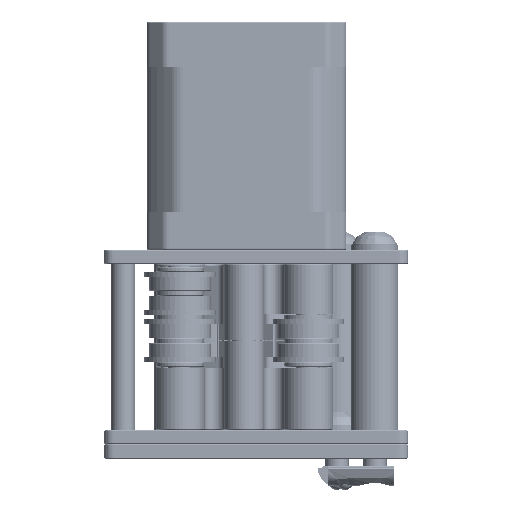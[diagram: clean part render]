
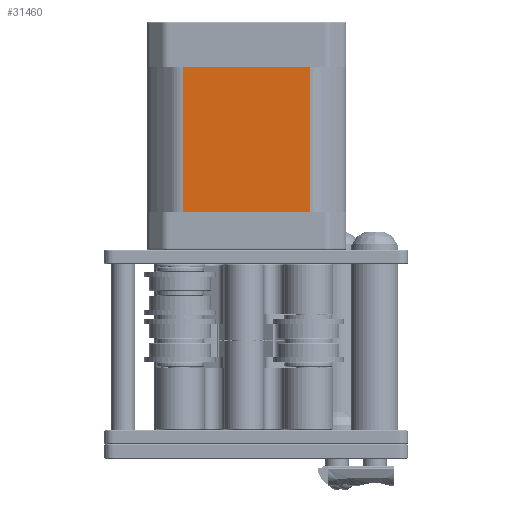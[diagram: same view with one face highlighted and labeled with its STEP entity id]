
A CAD part, left-side view. The second image highlights one B-rep face of the part: STEP entity #31460.
In plain terms, the highlighted face is planar.
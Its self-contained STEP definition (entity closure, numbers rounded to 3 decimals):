
#6418=FACE_OUTER_BOUND('',#8620,.T.);
#8620=EDGE_LOOP('',(#27927,#27928,#27929,#27930));
#10698=LINE('',#56319,#12738);
#10703=LINE('',#56366,#12743);
#10716=LINE('',#56410,#12756);
#10717=LINE('',#56412,#12757);
#12738=VECTOR('',#44691,1000.);
#12743=VECTOR('',#44734,1000.);
#12756=VECTOR('',#44789,1000.);
#12757=VECTOR('',#44792,1000.);
#15380=VERTEX_POINT('',#56316);
#15381=VERTEX_POINT('',#56318);
#15403=VERTEX_POINT('',#56363);
#15404=VERTEX_POINT('',#56365);
#19605=EDGE_CURVE('',#15380,#15381,#10698,.T.);
#19628=EDGE_CURVE('',#15404,#15403,#10703,.T.);
#19651=EDGE_CURVE('',#15404,#15380,#10716,.T.);
#19652=EDGE_CURVE('',#15403,#15381,#10717,.T.);
#27927=ORIENTED_EDGE('',*,*,#19605,.F.);
#27928=ORIENTED_EDGE('',*,*,#19651,.F.);
#27929=ORIENTED_EDGE('',*,*,#19628,.T.);
#27930=ORIENTED_EDGE('',*,*,#19652,.T.);
#29824=PLANE('',#35565);
#31460=ADVANCED_FACE('',(#6418),#29824,.T.);
#35565=AXIS2_PLACEMENT_3D('',#56411,#44790,#44791);
#44691=DIRECTION('',(0.547,-0.837,0.));
#44734=DIRECTION('',(0.547,-0.837,0.));
#44789=DIRECTION('',(0.,0.,1.));
#44790=DIRECTION('center_axis',(-0.837,-0.547,0.));
#44791=DIRECTION('ref_axis',(0.,0.,
1.));
#44792=DIRECTION('',(0.,0.,1.));
#56316=CARTESIAN_POINT('',(-199.869,212.671,524.));
#56318=CARTESIAN_POINT('',(-185.294,190.36,524.));
#56319=CARTESIAN_POINT('',(-192.581,201.515,524.));
#56363=CARTESIAN_POINT('',(-185.294,190.36,493.5));
#56365=CARTESIAN_POINT('',(-199.869,212.671,493.5));
#56366=CARTESIAN_POINT('',(-192.581,201.515,493.5));
#56410=CARTESIAN_POINT('',(-199.869,212.671,493.5));
#56411=CARTESIAN_POINT('Origin',(-192.581,201.515,493.5));
#56412=CARTESIAN_POINT('',(-185.294,190.36,493.5));
